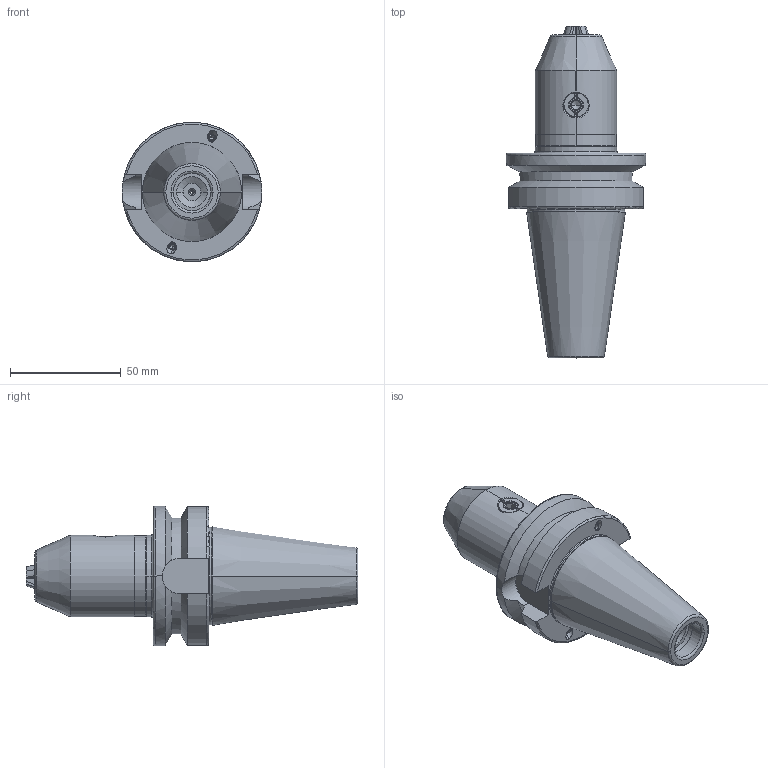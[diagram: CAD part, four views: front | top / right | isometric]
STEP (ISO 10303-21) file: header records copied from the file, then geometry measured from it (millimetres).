
FILE_DESCRIPTION (( 'STEP AP203' ), '1' );
FILE_NAME ('406.15.08-BT22305.STEP', '2017-04-10T10:23:05', ( '' ), ( '' ), 'SwSTEP 2.0', 'SolidWorks 2013', '' );
FILE_SCHEMA (( 'CONFIG_CONTROL_DESIGN' ));
Length unit declared in the file: millimetre
Products named in the file (13): 1331201-08C; 12201-10305F; SAC0003; BT22305-A01; KR02-9106; 1331201-0200E; 1331201F-; 1331201-03B; KM10-2013; 1331201-04E; 406.15.08-BT22305; 1331201-05B-; 1331201-06B
Assembly tree (15 placements, depth 3):
  406.15.08-BT22305
    BT22305-A01
    1331201F-
      1331201-0200E
      1331201-03B
      1331201-04E
      1331201-05B-
      1331201-06B
      1331201-08C
      12201-10305F  x3
      SAC0003
      KR02-9106
    KM10-2013  x2
Bounding box: 63 x 149.92 x 63 mm (x, y, z)
Volume: 155387.9 mm3; surface area: 44584.6 mm2
Topology: 14 solids, 14 shells, 521 faces, 1258 edges, 786 vertices
Faces by surface type: plane 193, cylinder 133, cone 118, torus 72, bspline 5
Entity records: 17674 total; most frequent: CARTESIAN_POINT 5656, DIRECTION 2319, ORIENTED_EDGE 2164, EDGE_CURVE 1082, AXIS2_PLACEMENT_3D 955, VERTEX_POINT 676, EDGE_LOOP 504, CIRCLE 487
